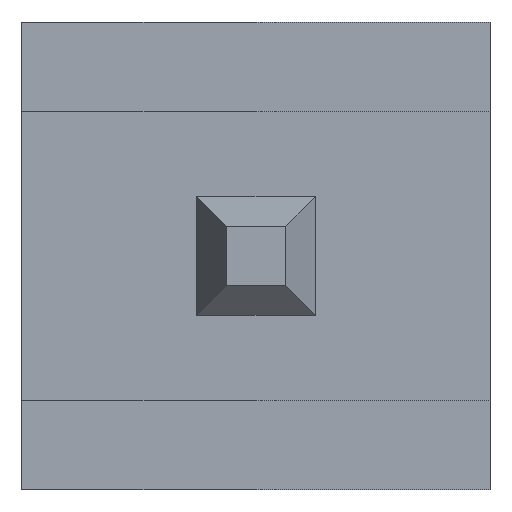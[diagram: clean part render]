
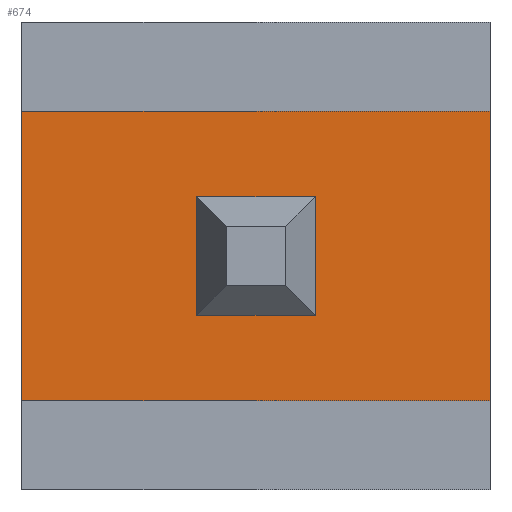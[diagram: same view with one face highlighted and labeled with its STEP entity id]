
A CAD part, front view. The second image highlights one B-rep face of the part: STEP entity #674.
In plain terms, the highlighted planar face has unit normal (0, -1, 0).
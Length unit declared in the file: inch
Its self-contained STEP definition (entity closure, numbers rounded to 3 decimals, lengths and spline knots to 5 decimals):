
#199=ORIENTED_EDGE('',*,*,#278,.T.);
#200=ORIENTED_EDGE('',*,*,#288,.T.);
#201=ORIENTED_EDGE('',*,*,#285,.T.);
#202=ORIENTED_EDGE('',*,*,#282,.T.);
#203=ORIENTED_EDGE('',*,*,#273,.T.);
#204=ORIENTED_EDGE('',*,*,#293,.F.);
#205=ORIENTED_EDGE('',*,*,#263,.F.);
#206=ORIENTED_EDGE('',*,*,#294,.T.);
#263=EDGE_CURVE('',#331,#332,#407,.T.);
#273=EDGE_CURVE('',#339,#338,#417,.T.);
#278=EDGE_CURVE('',#343,#344,#422,.T.);
#282=EDGE_CURVE('',#347,#343,#426,.T.);
#285=EDGE_CURVE('',#349,#347,#429,.T.);
#288=EDGE_CURVE('',#344,#349,#432,.T.);
#293=EDGE_CURVE('',#332,#338,#437,.T.);
#294=EDGE_CURVE('',#331,#339,#438,.T.);
#331=VERTEX_POINT('',#1024);
#332=VERTEX_POINT('',#1025);
#338=VERTEX_POINT('',#1042);
#339=VERTEX_POINT('',#1044);
#343=VERTEX_POINT('',#1054);
#344=VERTEX_POINT('',#1055);
#347=VERTEX_POINT('',#1063);
#349=VERTEX_POINT('',#1069);
#407=LINE('',#1023,#495);
#417=LINE('',#1043,#505);
#422=LINE('',#1053,#510);
#426=LINE('',#1062,#514);
#429=LINE('',#1068,#517);
#432=LINE('',#1074,#520);
#437=LINE('',#1083,#525);
#438=LINE('',#1085,#526);
#495=VECTOR('',#847,39.37008);
#505=VECTOR('',#861,39.37008);
#510=VECTOR('',#868,39.37008);
#514=VECTOR('',#874,39.37008);
#517=VECTOR('',#879,39.37008);
#520=VECTOR('',#884,39.37008);
#525=VECTOR('',#897,39.37008);
#526=VECTOR('',#900,39.37008);
#563=EDGE_LOOP('',(#199,#200,#201,#202));
#564=EDGE_LOOP('',(#203,#204,#205,#206));
#601=FACE_BOUND('',#563,.T.);
#602=FACE_BOUND('',#564,.T.);
#638=PLANE('',#737);
#674=ADVANCED_FACE('',(#601,#602),#638,.F.);
#737=AXIS2_PLACEMENT_3D('',#1086,#901,#902);
#847=DIRECTION('',(0.,0.,1.));
#861=DIRECTION('',(0.,0.,1.));
#868=DIRECTION('',(0.,0.,1.));
#874=DIRECTION('',(-1.,0.,0.));
#879=DIRECTION('',(0.,0.,-1.));
#884=DIRECTION('',(1.,0.,0.));
#897=DIRECTION('',(1.,0.,0.));
#900=DIRECTION('',(1.,0.,0.));
#901=DIRECTION('',(0.,1.,0.));
#902=DIRECTION('',(0.,0.,1.));
#1023=CARTESIAN_POINT('',(-0.03937,0.01,-0.02435));
#1024=CARTESIAN_POINT('',(-0.03937,0.01,-0.02435));
#1025=CARTESIAN_POINT('',(-0.03937,0.01,0.02435));
#1042=CARTESIAN_POINT('',(0.03937,0.01,0.02435));
#1043=CARTESIAN_POINT('',(0.03937,0.01,-0.02435));
#1044=CARTESIAN_POINT('',(0.03937,0.01,-0.02435));
#1053=CARTESIAN_POINT('',(-0.01,0.01,-0.01));
#1054=CARTESIAN_POINT('',(-0.01,0.01,-0.01));
#1055=CARTESIAN_POINT('',(-0.01,0.01,0.01));
#1062=CARTESIAN_POINT('',(0.01,0.01,-0.01));
#1063=CARTESIAN_POINT('',(0.01,0.01,-0.01));
#1068=CARTESIAN_POINT('',(0.01,0.01,0.01));
#1069=CARTESIAN_POINT('',(0.01,0.01,0.01));
#1074=CARTESIAN_POINT('',(-0.01,0.01,0.01));
#1083=CARTESIAN_POINT('',(-0.03937,0.01,0.02435));
#1085=CARTESIAN_POINT('',(-0.03937,0.01,-0.02435));
#1086=CARTESIAN_POINT('',(-0.03937,0.01,-0.02435));
